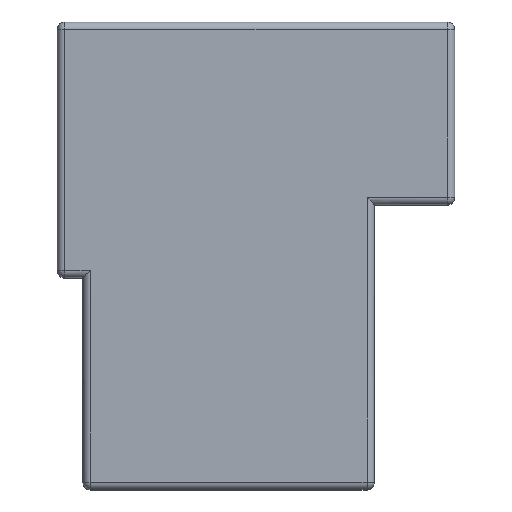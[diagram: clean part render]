
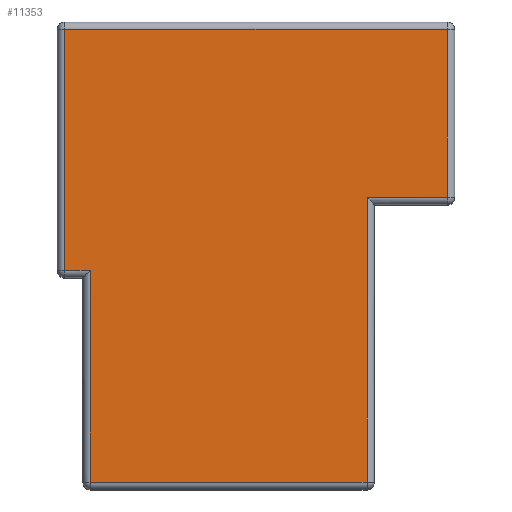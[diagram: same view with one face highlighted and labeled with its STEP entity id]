
A CAD part, top view. The second image highlights one B-rep face of the part: STEP entity #11353.
In plain terms, the highlighted planar face has unit normal (0, 0, 1).
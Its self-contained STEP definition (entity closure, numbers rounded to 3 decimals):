
#81 = LINE ( 'NONE', #9602, #3865 ) ;
#117 = CARTESIAN_POINT ( 'NONE',  ( 8.1, -15.5, 20. ) ) ;
#317 = VECTOR ( 'NONE', #15252, 1000. ) ;
#399 = EDGE_LOOP ( 'NONE', ( #10474, #3026, #4526, #8186, #9374, #5714, #9802, #10584 ) ) ;
#483 = CARTESIAN_POINT ( 'NONE',  ( -13.6, 15.5, 20. ) ) ;
#567 = LINE ( 'NONE', #483, #9164 ) ;
#597 = CARTESIAN_POINT ( 'NONE',  ( 7.6, -15.5, 20. ) ) ;
#665 = EDGE_CURVE ( 'NONE', #8555, #9354, #8263, .T. ) ;
#846 = CARTESIAN_POINT ( 'NONE',  ( -13.1, -1., 20. ) ) ;
#848 = CARTESIAN_POINT ( 'NONE',  ( 13.1, 4., 20. ) ) ;
#1060 = CARTESIAN_POINT ( 'NONE',  ( 7.6, 3.5, 20. ) ) ;
#1233 = DIRECTION ( 'NONE',  ( 1., 0., 0. ) ) ;
#1783 = VECTOR ( 'NONE', #14014, 1000. ) ;
#2556 = DIRECTION ( 'NONE',  ( 0., -1., 0. ) ) ;
#2951 = FACE_OUTER_BOUND ( 'NONE', #399, .T. ) ;
#3026 = ORIENTED_EDGE ( 'NONE', *, *, #6153, .T. ) ;
#3722 = VECTOR ( 'NONE', #1233, 1000. ) ;
#3865 = VECTOR ( 'NONE', #2556, 1000. ) ;
#4526 = ORIENTED_EDGE ( 'NONE', *, *, #13164, .T. ) ;
#5370 = DIRECTION ( 'NONE',  ( 1., 0., 0. ) ) ;
#5544 = CARTESIAN_POINT ( 'NONE',  ( 13.6, 4., 20. ) ) ;
#5714 = ORIENTED_EDGE ( 'NONE', *, *, #9713, .T. ) ;
#5862 = VECTOR ( 'NONE', #15167, 1000. ) ;
#5912 = EDGE_CURVE ( 'NONE', #10772, #9565, #11568, .T. ) ;
#6120 = LINE ( 'NONE', #117, #8815 ) ;
#6153 = EDGE_CURVE ( 'NONE', #9565, #7092, #567, .T. ) ;
#6590 = VERTEX_POINT ( 'NONE', #9416 ) ;
#6805 = LINE ( 'NONE', #5544, #1783 ) ;
#7024 = EDGE_CURVE ( 'NONE', #9354, #10772, #6805, .T. ) ;
#7092 = VERTEX_POINT ( 'NONE', #11450 ) ;
#7140 = LINE ( 'NONE', #7293, #3722 ) ;
#7293 = CARTESIAN_POINT ( 'NONE',  ( -11.85, -1., 20. ) ) ;
#7813 = AXIS2_PLACEMENT_3D ( 'NONE', #12559, #15044, #5370 ) ;
#8008 = DIRECTION ( 'NONE',  ( -1., 0., 0. ) ) ;
#8186 = ORIENTED_EDGE ( 'NONE', *, *, #11709, .T. ) ;
#8225 = EDGE_CURVE ( 'NONE', #14494, #6590, #13733, .T. ) ;
#8263 = LINE ( 'NONE', #1060, #13250 ) ;
#8555 = VERTEX_POINT ( 'NONE', #597 ) ;
#8815 = VECTOR ( 'NONE', #12364, 1000. ) ;
#9164 = VECTOR ( 'NONE', #8008, 1000. ) ;
#9306 = DIRECTION ( 'NONE',  ( 0., 1., 0. ) ) ;
#9354 = VERTEX_POINT ( 'NONE', #11243 ) ;
#9374 = ORIENTED_EDGE ( 'NONE', *, *, #8225, .T. ) ;
#9416 = CARTESIAN_POINT ( 'NONE',  ( -11.35, -15.5, 20. ) ) ;
#9425 = VERTEX_POINT ( 'NONE', #846 ) ;
#9565 = VERTEX_POINT ( 'NONE', #12646 ) ;
#9602 = CARTESIAN_POINT ( 'NONE',  ( -13.1, -1.5, 20. ) ) ;
#9713 = EDGE_CURVE ( 'NONE', #6590, #8555, #6120, .T. ) ;
#9802 = ORIENTED_EDGE ( 'NONE', *, *, #665, .T. ) ;
#10129 = CARTESIAN_POINT ( 'NONE',  ( -11.35, -16., 20. ) ) ;
#10474 = ORIENTED_EDGE ( 'NONE', *, *, #5912, .T. ) ;
#10584 = ORIENTED_EDGE ( 'NONE', *, *, #7024, .T. ) ;
#10772 = VERTEX_POINT ( 'NONE', #848 ) ;
#11243 = CARTESIAN_POINT ( 'NONE',  ( 7.6, 4., 20. ) ) ;
#11353 = ADVANCED_FACE ( 'NONE', ( #2951 ), #12709, .T. ) ;
#11450 = CARTESIAN_POINT ( 'NONE',  ( -13.1, 15.5, 20. ) ) ;
#11488 = CARTESIAN_POINT ( 'NONE',  ( 13.1, 16., 20. ) ) ;
#11568 = LINE ( 'NONE', #11488, #5862 ) ;
#11709 = EDGE_CURVE ( 'NONE', #9425, #14494, #7140, .T. ) ;
#11895 = CARTESIAN_POINT ( 'NONE',  ( -11.35, -1., 20. ) ) ;
#12364 = DIRECTION ( 'NONE',  ( 1., 0., 0. ) ) ;
#12559 = CARTESIAN_POINT ( 'NONE',  ( 0., 0., 20. ) ) ;
#12646 = CARTESIAN_POINT ( 'NONE',  ( 13.1, 15.5, 20. ) ) ;
#12709 = PLANE ( 'NONE',  #7813 ) ;
#13164 = EDGE_CURVE ( 'NONE', #7092, #9425, #81, .T. ) ;
#13250 = VECTOR ( 'NONE', #9306, 1000. ) ;
#13733 = LINE ( 'NONE', #10129, #317 ) ;
#14014 = DIRECTION ( 'NONE',  ( 1., 0., 0. ) ) ;
#14494 = VERTEX_POINT ( 'NONE', #11895 ) ;
#15044 = DIRECTION ( 'NONE',  ( 0., 0., 1. ) ) ;
#15167 = DIRECTION ( 'NONE',  ( 0., 1., 0. ) ) ;
#15252 = DIRECTION ( 'NONE',  ( 0., -1., 0. ) ) ;
